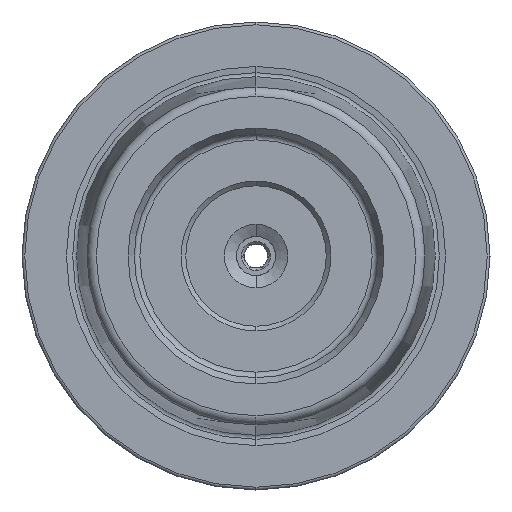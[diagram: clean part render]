
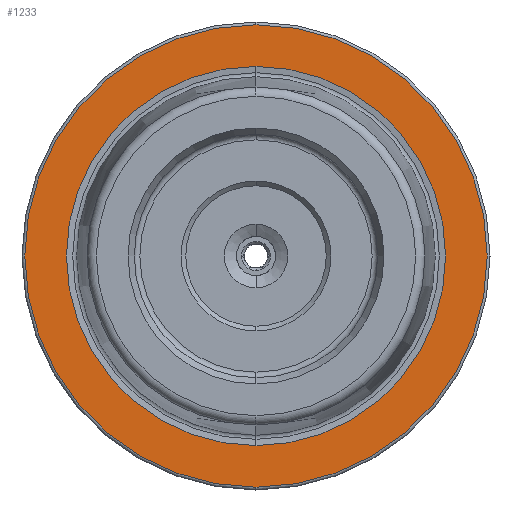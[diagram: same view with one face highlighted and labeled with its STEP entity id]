
A CAD part, left-side view. The second image highlights one B-rep face of the part: STEP entity #1233.
In plain terms, the highlighted planar face has unit normal (-1, 0, 0).
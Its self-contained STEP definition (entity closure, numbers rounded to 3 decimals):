
#19 = VERTEX_POINT ( 'NONE', #4213 ) ;
#125 = DIRECTION ( 'NONE',  ( 0., 0., -1. ) ) ;
#341 = CARTESIAN_POINT ( 'NONE',  ( 0., 0., -24.7 ) ) ;
#355 = EDGE_CURVE ( 'NONE', #3042, #2436, #688, .T. ) ;
#423 = AXIS2_PLACEMENT_3D ( 'NONE', #1950, #1273, #3749 ) ;
#615 = DIRECTION ( 'NONE',  ( 0., 0., 1. ) ) ;
#624 = CARTESIAN_POINT ( 'NONE',  ( 0., 0., 0. ) ) ;
#688 = CIRCLE ( 'NONE', #423, 20.258 ) ;
#780 = ORIENTED_EDGE ( 'NONE', *, *, #3312, .T. ) ;
#786 = DIRECTION ( 'NONE',  ( 0., 0., 1. ) ) ;
#1076 = CARTESIAN_POINT ( 'NONE',  ( 0., 0., 0. ) ) ;
#1149 = CIRCLE ( 'NONE', #2824, 24.7 ) ;
#1191 = CIRCLE ( 'NONE', #2765, 24.7 ) ;
#1233 = ADVANCED_FACE ( 'NONE', ( #4371, #1916 ), #4017, .F. ) ;
#1273 = DIRECTION ( 'NONE',  ( -1., 0., 0. ) ) ;
#1340 = ORIENTED_EDGE ( 'NONE', *, *, #2739, .T. ) ;
#1349 = ORIENTED_EDGE ( 'NONE', *, *, #4447, .F. ) ;
#1546 = DIRECTION ( 'NONE',  ( 0., 0., 1. ) ) ;
#1640 = CIRCLE ( 'NONE', #2686, 20.258 ) ;
#1916 = FACE_OUTER_BOUND ( 'NONE', #4225, .T. ) ;
#1950 = CARTESIAN_POINT ( 'NONE',  ( 0., 0., 0. ) ) ;
#1955 = CARTESIAN_POINT ( 'NONE',  ( 0., 0., 20.258 ) ) ;
#2004 = VERTEX_POINT ( 'NONE', #341 ) ;
#2221 = DIRECTION ( 'NONE',  ( -1., 0., 0. ) ) ;
#2240 = CARTESIAN_POINT ( 'NONE',  ( 0., 0., 0. ) ) ;
#2362 = DIRECTION ( 'NONE',  ( -1., 0., 0. ) ) ;
#2436 = VERTEX_POINT ( 'NONE', #1955 ) ;
#2545 = EDGE_LOOP ( 'NONE', ( #1349, #4511 ) ) ;
#2569 = DIRECTION ( 'NONE',  ( 1., 0., 0. ) ) ;
#2686 = AXIS2_PLACEMENT_3D ( 'NONE', #2240, #2221, #1546 ) ;
#2739 = EDGE_CURVE ( 'NONE', #2004, #19, #1149, .T. ) ;
#2765 = AXIS2_PLACEMENT_3D ( 'NONE', #1076, #2851, #786 ) ;
#2824 = AXIS2_PLACEMENT_3D ( 'NONE', #624, #2362, #615 ) ;
#2851 = DIRECTION ( 'NONE',  ( -1., 0., 0. ) ) ;
#3042 = VERTEX_POINT ( 'NONE', #4621 ) ;
#3293 = CARTESIAN_POINT ( 'NONE',  ( 0., 24.7, 0. ) ) ;
#3312 = EDGE_CURVE ( 'NONE', #19, #2004, #1191, .T. ) ;
#3749 = DIRECTION ( 'NONE',  ( 0., 0., 1. ) ) ;
#4017 = PLANE ( 'NONE',  #4088 ) ;
#4088 = AXIS2_PLACEMENT_3D ( 'NONE', #3293, #2569, #125 ) ;
#4213 = CARTESIAN_POINT ( 'NONE',  ( 0., 0., 24.7 ) ) ;
#4225 = EDGE_LOOP ( 'NONE', ( #780, #1340 ) ) ;
#4371 = FACE_BOUND ( 'NONE', #2545, .T. ) ;
#4447 = EDGE_CURVE ( 'NONE', #2436, #3042, #1640, .T. ) ;
#4511 = ORIENTED_EDGE ( 'NONE', *, *, #355, .F. ) ;
#4621 = CARTESIAN_POINT ( 'NONE',  ( 0., 0., -20.258 ) ) ;
